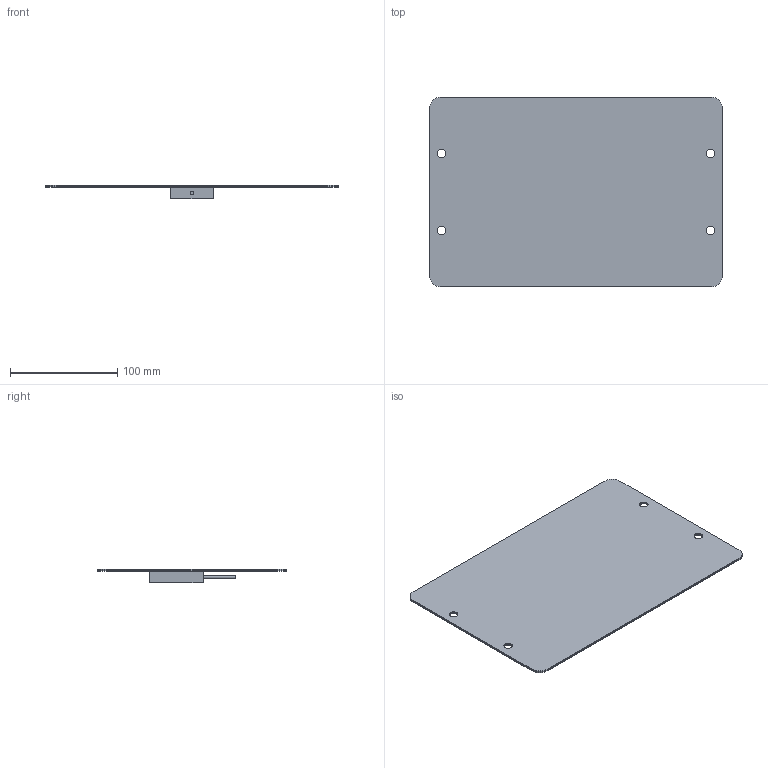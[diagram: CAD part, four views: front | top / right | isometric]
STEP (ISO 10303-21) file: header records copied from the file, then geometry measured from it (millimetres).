
FILE_DESCRIPTION(/* description */ (''),/* implementation_level */ '2;1');
FILE_NAME(/* name */ 'soshine 5 volt panel v1.step',/* time_stamp */ '2023-01-10T21:54:08-05:00',/* author */ (''),/* organization */ (''),/* preprocessor_version */ 'ST-DEVELOPER v19.2',/* originating_system */ 'Autodesk Translation Framework v11.17.0.187',/* authorisation */ '');
FILE_SCHEMA (('AUTOMOTIVE_DESIGN { 1 0 10303 214 3 1 1 }'));
Length unit declared in the file: millimetre
Products named in the file (1): soshine 5 volt panel
Bounding box: 273 x 177 x 13 mm (x, y, z)
Volume: 119785.6 mm3; surface area: 218350.6 mm2
Topology: 4 solids, 4 shells, 249 faces, 711 edges, 474 vertices
Faces by surface type: plane 232, cylinder 17
Full cylindrical faces by diameter (mm): 3 x1, 8 x8
Entity records: 8134 total; most frequent: CARTESIAN_POINT 1435, ORIENTED_EDGE 1422, DIRECTION 1245, EDGE_CURVE 711, LINE 677, VECTOR 677, VERTEX_POINT 474, EDGE_LOOP 305
